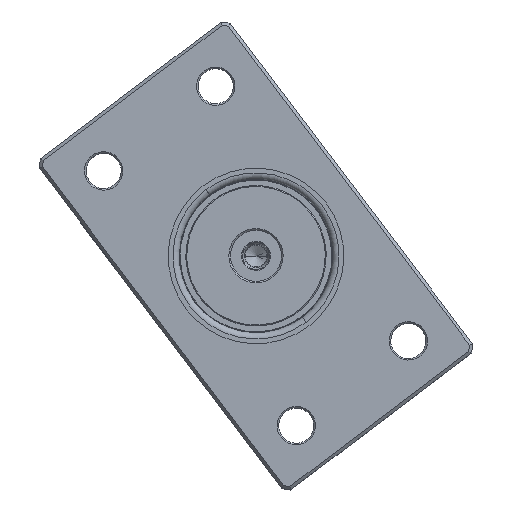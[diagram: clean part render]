
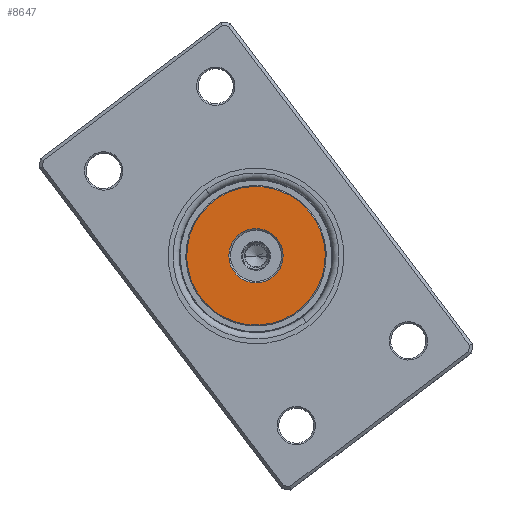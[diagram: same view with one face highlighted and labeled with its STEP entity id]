
A CAD part, top view. The second image highlights one B-rep face of the part: STEP entity #8647.
In plain terms, the highlighted face is planar.
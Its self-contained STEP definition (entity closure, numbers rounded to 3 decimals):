
#504 = DIRECTION ( 'NONE',  ( 1., 0., 0. ) ) ;
#720 = VERTEX_POINT ( 'NONE', #2468 ) ;
#1141 = AXIS2_PLACEMENT_3D ( 'NONE', #23692, #42703, #504 ) ;
#2468 = CARTESIAN_POINT ( 'NONE',  ( -21.7, 0., 0. ) ) ;
#2559 = DIRECTION ( 'NONE',  ( 0., 0., -1. ) ) ;
#3190 = AXIS2_PLACEMENT_3D ( 'NONE', #42263, #7770, #34519 ) ;
#4175 = DIRECTION ( 'NONE',  ( 1., 0., 0. ) ) ;
#4286 = CARTESIAN_POINT ( 'NONE',  ( 8.5, 0., 0. ) ) ;
#4483 = ORIENTED_EDGE ( 'NONE', *, *, #45555, .T. ) ;
#6310 = VERTEX_POINT ( 'NONE', #26934 ) ;
#7770 = DIRECTION ( 'NONE',  ( 0., 0., 1. ) ) ;
#8051 = PLANE ( 'NONE',  #1141 ) ;
#8647 = ADVANCED_FACE ( 'NONE', ( #46949, #36676 ), #8051, .F. ) ;
#9316 = EDGE_LOOP ( 'NONE', ( #36713, #4483 ) ) ;
#9850 = EDGE_CURVE ( 'NONE', #12349, #720, #17965, .T. ) ;
#11421 = AXIS2_PLACEMENT_3D ( 'NONE', #48495, #2559, #21568 ) ;
#12349 = VERTEX_POINT ( 'NONE', #15009 ) ;
#15009 = CARTESIAN_POINT ( 'NONE',  ( 21.7, 0., 0. ) ) ;
#15760 = AXIS2_PLACEMENT_3D ( 'NONE', #20137, #31047, #4175 ) ;
#17965 = CIRCLE ( 'NONE', #22015, 21.7 ) ;
#17998 = EDGE_LOOP ( 'NONE', ( #24413, #24728 ) ) ;
#19117 = VERTEX_POINT ( 'NONE', #4286 ) ;
#19909 = EDGE_CURVE ( 'NONE', #6310, #19117, #46664, .T. ) ;
#20137 = CARTESIAN_POINT ( 'NONE',  ( 0., 0., 0. ) ) ;
#21568 = DIRECTION ( 'NONE',  ( 1., 0., 0. ) ) ;
#22015 = AXIS2_PLACEMENT_3D ( 'NONE', #23272, #42440, #34689 ) ;
#23272 = CARTESIAN_POINT ( 'NONE',  ( 0., 0., 0. ) ) ;
#23692 = CARTESIAN_POINT ( 'NONE',  ( 0., 0., 0. ) ) ;
#24413 = ORIENTED_EDGE ( 'NONE', *, *, #9850, .T. ) ;
#24728 = ORIENTED_EDGE ( 'NONE', *, *, #31056, .T. ) ;
#26934 = CARTESIAN_POINT ( 'NONE',  ( -8.5, 0., 0. ) ) ;
#31047 = DIRECTION ( 'NONE',  ( 0., 0., 1. ) ) ;
#31056 = EDGE_CURVE ( 'NONE', #720, #12349, #33090, .T. ) ;
#33090 = CIRCLE ( 'NONE', #11421, 21.7 ) ;
#34519 = DIRECTION ( 'NONE',  ( 1., 0., 0. ) ) ;
#34689 = DIRECTION ( 'NONE',  ( 1., 0., 0. ) ) ;
#36676 = FACE_BOUND ( 'NONE', #9316, .T. ) ;
#36713 = ORIENTED_EDGE ( 'NONE', *, *, #19909, .T. ) ;
#42263 = CARTESIAN_POINT ( 'NONE',  ( 0., 0., 0. ) ) ;
#42440 = DIRECTION ( 'NONE',  ( 0., 0., -1. ) ) ;
#42703 = DIRECTION ( 'NONE',  ( 0., 0., 1. ) ) ;
#44725 = CIRCLE ( 'NONE', #3190, 8.5 ) ;
#45555 = EDGE_CURVE ( 'NONE', #19117, #6310, #44725, .T. ) ;
#46664 = CIRCLE ( 'NONE', #15760, 8.5 ) ;
#46949 = FACE_OUTER_BOUND ( 'NONE', #17998, .T. ) ;
#48495 = CARTESIAN_POINT ( 'NONE',  ( 0., 0., 0. ) ) ;
